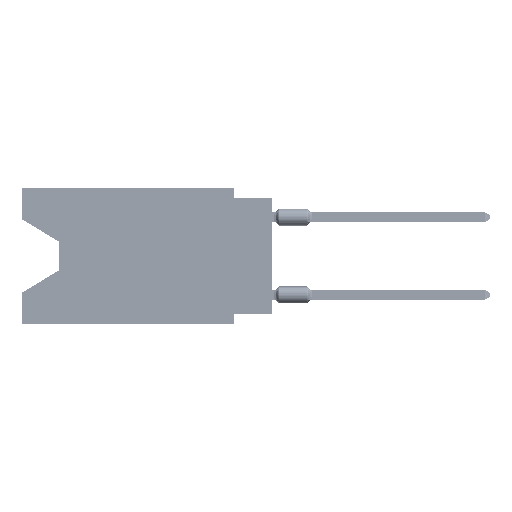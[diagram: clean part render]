
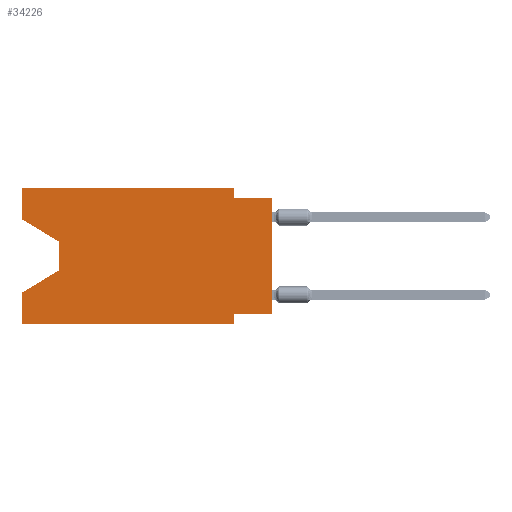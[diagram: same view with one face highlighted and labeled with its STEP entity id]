
A CAD part, left-side view. The second image highlights one B-rep face of the part: STEP entity #34226.
In plain terms, the highlighted planar face has unit normal (-1, 0, 0).
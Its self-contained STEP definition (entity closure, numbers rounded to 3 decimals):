
#175 = DIRECTION ( 'NONE',  ( 0., -0.855, -0.519 ) ) ;
#524 = CARTESIAN_POINT ( 'NONE',  ( 0., 16.383, -2.038 ) ) ;
#2317 = ORIENTED_EDGE ( 'NONE', *, *, #84832, .T. ) ;
#2565 = CARTESIAN_POINT ( 'NONE',  ( 0., 16.383, 0. ) ) ;
#3731 = LINE ( 'NONE', #93999, #72578 ) ;
#4551 = CARTESIAN_POINT ( 'NONE',  ( 0., 13.97, -5.385 ) ) ;
#5670 = DIRECTION ( 'NONE',  ( 0., 1., 0. ) ) ;
#6318 = ORIENTED_EDGE ( 'NONE', *, *, #36635, .F. ) ;
#7229 = VERTEX_POINT ( 'NONE', #58614 ) ;
#7524 = CARTESIAN_POINT ( 'NONE',  ( 0., 2.54, 0. ) ) ;
#9497 = VECTOR ( 'NONE', #26529, 1000. ) ;
#10517 = VECTOR ( 'NONE', #175, 1000. ) ;
#12365 = FACE_OUTER_BOUND ( 'NONE', #82651, .T. ) ;
#12441 = CARTESIAN_POINT ( 'NONE',  ( 0., 0., -8.255 ) ) ;
#17027 = DIRECTION ( 'NONE',  ( 0., -1., 0. ) ) ;
#17155 = VECTOR ( 'NONE', #17027, 1000. ) ;
#18329 = LINE ( 'NONE', #61828, #44402 ) ;
#18364 = VECTOR ( 'NONE', #91876, 1000. ) ;
#18631 = VERTEX_POINT ( 'NONE', #43790 ) ;
#19135 = ORIENTED_EDGE ( 'NONE', *, *, #68707, .T. ) ;
#21493 = CARTESIAN_POINT ( 'NONE',  ( 0., 0., 0. ) ) ;
#21888 = VERTEX_POINT ( 'NONE', #7524 ) ;
#25575 = CARTESIAN_POINT ( 'NONE',  ( 0., 13.97, -3.505 ) ) ;
#25943 = VERTEX_POINT ( 'NONE', #80193 ) ;
#26416 = ORIENTED_EDGE ( 'NONE', *, *, #44523, .F. ) ;
#26529 = DIRECTION ( 'NONE',  ( 0., 0., -1. ) ) ;
#27344 = DIRECTION ( 'NONE',  ( 0., -1., 0. ) ) ;
#27928 = EDGE_CURVE ( 'NONE', #18631, #25943, #3731, .T. ) ;
#28567 = EDGE_CURVE ( 'NONE', #44400, #61883, #52789, .T. ) ;
#29055 = VERTEX_POINT ( 'NONE', #524 ) ;
#29117 = EDGE_CURVE ( 'NONE', #89547, #32179, #62314, .T. ) ;
#30576 = CARTESIAN_POINT ( 'NONE',  ( 0., 16.383, -2.038 ) ) ;
#31287 = VECTOR ( 'NONE', #31352, 1000. ) ;
#31352 = DIRECTION ( 'NONE',  ( 0., 0., -1. ) ) ;
#31671 = VERTEX_POINT ( 'NONE', #82124 ) ;
#32179 = VERTEX_POINT ( 'NONE', #4551 ) ;
#32220 = CARTESIAN_POINT ( 'NONE',  ( 0., 0., -8.255 ) ) ;
#32989 = CARTESIAN_POINT ( 'NONE',  ( 0., 2.54, -8.89 ) ) ;
#34226 = ADVANCED_FACE ( 'NONE', ( #12365 ), #71290, .F. ) ;
#34581 = LINE ( 'NONE', #21493, #72006 ) ;
#34604 = VECTOR ( 'NONE', #62448, 1000. ) ;
#35082 = CARTESIAN_POINT ( 'NONE',  ( 0., 16.383, 0. ) ) ;
#35116 = LINE ( 'NONE', #12441, #92796 ) ;
#36635 = EDGE_CURVE ( 'NONE', #31671, #61883, #18329, .T. ) ;
#38763 = CARTESIAN_POINT ( 'NONE',  ( 0., 13.97, -5.385 ) ) ;
#39315 = DIRECTION ( 'NONE',  ( 0., 0., 1. ) ) ;
#40809 = VERTEX_POINT ( 'NONE', #32220 ) ;
#43790 = CARTESIAN_POINT ( 'NONE',  ( 0., 2.54, -0.635 ) ) ;
#44400 = VERTEX_POINT ( 'NONE', #75019 ) ;
#44402 = VECTOR ( 'NONE', #76780, 1000. ) ;
#44523 = EDGE_CURVE ( 'NONE', #79657, #21888, #84654, .T. ) ;
#45766 = ORIENTED_EDGE ( 'NONE', *, *, #75470, .F. ) ;
#49100 = DIRECTION ( 'NONE',  ( 0., 0., 1. ) ) ;
#49746 = ORIENTED_EDGE ( 'NONE', *, *, #27928, .F. ) ;
#50137 = EDGE_CURVE ( 'NONE', #29055, #79657, #58263, .T. ) ;
#50603 = EDGE_CURVE ( 'NONE', #29055, #89547, #58615, .T. ) ;
#52789 = LINE ( 'NONE', #61465, #17155 ) ;
#53571 = CARTESIAN_POINT ( 'NONE',  ( 0., 2.54, 0. ) ) ;
#53615 = VECTOR ( 'NONE', #49100, 1000. ) ;
#54277 = LINE ( 'NONE', #69232, #85158 ) ;
#56789 = DIRECTION ( 'NONE',  ( 1., 0., 0. ) ) ;
#56851 = ORIENTED_EDGE ( 'NONE', *, *, #50137, .F. ) ;
#58217 = CARTESIAN_POINT ( 'NONE',  ( 0., 16.383, 0. ) ) ;
#58263 = LINE ( 'NONE', #35082, #53615 ) ;
#58614 = CARTESIAN_POINT ( 'NONE',  ( 0., 16.383, -6.852 ) ) ;
#58615 = LINE ( 'NONE', #30576, #10517 ) ;
#60342 = LINE ( 'NONE', #53571, #31287 ) ;
#61465 = CARTESIAN_POINT ( 'NONE',  ( 0., 16.383, -8.89 ) ) ;
#61828 = CARTESIAN_POINT ( 'NONE',  ( 0., 2.54, -8.89 ) ) ;
#61883 = VERTEX_POINT ( 'NONE', #32989 ) ;
#62104 = ORIENTED_EDGE ( 'NONE', *, *, #76993, .F. ) ;
#62314 = LINE ( 'NONE', #25575, #9497 ) ;
#62448 = DIRECTION ( 'NONE',  ( 0., -1., 0. ) ) ;
#65939 = DIRECTION ( 'NONE',  ( 0., 0., 1. ) ) ;
#66003 = CARTESIAN_POINT ( 'NONE',  ( 0., 13.97, -3.505 ) ) ;
#68707 = EDGE_CURVE ( 'NONE', #40809, #25943, #34581, .T. ) ;
#69232 = CARTESIAN_POINT ( 'NONE',  ( 0., 16.383, 0. ) ) ;
#69842 = ORIENTED_EDGE ( 'NONE', *, *, #29117, .T. ) ;
#70140 = LINE ( 'NONE', #38763, #18364 ) ;
#70290 = ORIENTED_EDGE ( 'NONE', *, *, #76213, .F. ) ;
#71290 = PLANE ( 'NONE',  #89034 ) ;
#72006 = VECTOR ( 'NONE', #65939, 1000. ) ;
#72578 = VECTOR ( 'NONE', #27344, 1000. ) ;
#73024 = ORIENTED_EDGE ( 'NONE', *, *, #28567, .T. ) ;
#75019 = CARTESIAN_POINT ( 'NONE',  ( 0., 16.383, -8.89 ) ) ;
#75470 = EDGE_CURVE ( 'NONE', #40809, #31671, #35116, .T. ) ;
#76213 = EDGE_CURVE ( 'NONE', #44400, #7229, #54277, .T. ) ;
#76780 = DIRECTION ( 'NONE',  ( 0., 0., -1. ) ) ;
#76993 = EDGE_CURVE ( 'NONE', #21888, #18631, #60342, .T. ) ;
#79657 = VERTEX_POINT ( 'NONE', #58217 ) ;
#80193 = CARTESIAN_POINT ( 'NONE',  ( 0., 0., -0.635 ) ) ;
#82124 = CARTESIAN_POINT ( 'NONE',  ( 0., 2.54, -8.255 ) ) ;
#82651 = EDGE_LOOP ( 'NONE', ( #85677, #69842, #2317, #70290, #73024, #6318, #45766, #19135, #49746, #62104, #26416, #56851 ) ) ;
#84654 = LINE ( 'NONE', #2565, #34604 ) ;
#84832 = EDGE_CURVE ( 'NONE', #32179, #7229, #70140, .T. ) ;
#85158 = VECTOR ( 'NONE', #39315, 1000. ) ;
#85677 = ORIENTED_EDGE ( 'NONE', *, *, #50603, .T. ) ;
#86252 = DIRECTION ( 'NONE',  ( 0., 0., -1. ) ) ;
#89034 = AXIS2_PLACEMENT_3D ( 'NONE', #93493, #56789, #86252 ) ;
#89547 = VERTEX_POINT ( 'NONE', #66003 ) ;
#91876 = DIRECTION ( 'NONE',  ( 0., 0.855, -0.519 ) ) ;
#92796 = VECTOR ( 'NONE', #5670, 1000. ) ;
#93493 = CARTESIAN_POINT ( 'NONE',  ( 0., 16.383, 0. ) ) ;
#93999 = CARTESIAN_POINT ( 'NONE',  ( 0., 0., -0.635 ) ) ;
